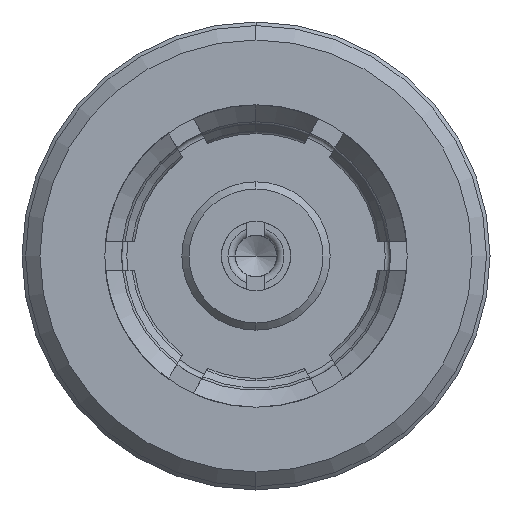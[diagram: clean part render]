
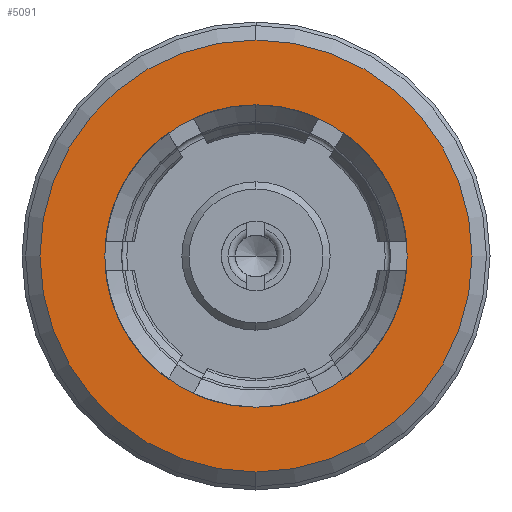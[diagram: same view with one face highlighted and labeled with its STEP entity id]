
A CAD part, left-side view. The second image highlights one B-rep face of the part: STEP entity #5091.
In plain terms, the highlighted planar face has unit normal (-1, 0, 0).
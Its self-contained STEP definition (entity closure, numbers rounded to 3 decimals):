
#169 = FACE_OUTER_BOUND ( 'NONE', #182, .T. ) ;
#182 = EDGE_LOOP ( 'NONE', ( #2067, #3705 ) ) ;
#202 = DIRECTION ( 'NONE',  ( 0., 0., -1. ) ) ;
#250 = EDGE_CURVE ( 'NONE', #5942, #1455, #2544, .T. ) ;
#378 = DIRECTION ( 'NONE',  ( -1., 0., 0. ) ) ;
#418 = ORIENTED_EDGE ( 'NONE', *, *, #250, .F. ) ;
#509 = CARTESIAN_POINT ( 'NONE',  ( -2.2, 0., -2.1 ) ) ;
#680 = CARTESIAN_POINT ( 'NONE',  ( -2.2, 0., 2.1 ) ) ;
#707 = EDGE_LOOP ( 'NONE', ( #4820, #418 ) ) ;
#1096 = VERTEX_POINT ( 'NONE', #3902 ) ;
#1455 = VERTEX_POINT ( 'NONE', #680 ) ;
#1478 = CIRCLE ( 'NONE', #6040, 2.1 ) ;
#1640 = DIRECTION ( 'NONE',  ( -1., 0., 0. ) ) ;
#2067 = ORIENTED_EDGE ( 'NONE', *, *, #6991, .T. ) ;
#2200 = CIRCLE ( 'NONE', #5804, 3. ) ;
#2344 = CARTESIAN_POINT ( 'NONE',  ( -2.2, 0., 3. ) ) ;
#2348 = EDGE_CURVE ( 'NONE', #1455, #5942, #1478, .T. ) ;
#2544 = CIRCLE ( 'NONE', #3699, 2.1 ) ;
#3418 = CIRCLE ( 'NONE', #5706, 3. ) ;
#3419 = CARTESIAN_POINT ( 'NONE',  ( -2.2, 2.65, 0. ) ) ;
#3699 = AXIS2_PLACEMENT_3D ( 'NONE', #4058, #7736, #4675 ) ;
#3705 = ORIENTED_EDGE ( 'NONE', *, *, #6215, .T. ) ;
#3867 = DIRECTION ( 'NONE',  ( -1., 0., 0. ) ) ;
#3902 = CARTESIAN_POINT ( 'NONE',  ( -2.2, 0., -3. ) ) ;
#4037 = CARTESIAN_POINT ( 'NONE',  ( -2.2, 0., 0. ) ) ;
#4038 = DIRECTION ( 'NONE',  ( 0., 0., -1. ) ) ;
#4058 = CARTESIAN_POINT ( 'NONE',  ( -2.2, 0., 0. ) ) ;
#4657 = DIRECTION ( 'NONE',  ( 0., 0., -1. ) ) ;
#4675 = DIRECTION ( 'NONE',  ( 0., 0., 1. ) ) ;
#4820 = ORIENTED_EDGE ( 'NONE', *, *, #2348, .F. ) ;
#4852 = FACE_BOUND ( 'NONE', #707, .T. ) ;
#5091 = ADVANCED_FACE ( 'NONE', ( #169, #4852 ), #7056, .F. ) ;
#5317 = CARTESIAN_POINT ( 'NONE',  ( -2.2, 0., 0. ) ) ;
#5433 = AXIS2_PLACEMENT_3D ( 'NONE', #3419, #7716, #4038 ) ;
#5706 = AXIS2_PLACEMENT_3D ( 'NONE', #4037, #378, #4657 ) ;
#5804 = AXIS2_PLACEMENT_3D ( 'NONE', #7545, #3867, #202 ) ;
#5932 = DIRECTION ( 'NONE',  ( 0., 0., 1. ) ) ;
#5942 = VERTEX_POINT ( 'NONE', #509 ) ;
#6040 = AXIS2_PLACEMENT_3D ( 'NONE', #5317, #1640, #5932 ) ;
#6215 = EDGE_CURVE ( 'NONE', #7116, #1096, #2200, .T. ) ;
#6991 = EDGE_CURVE ( 'NONE', #1096, #7116, #3418, .T. ) ;
#7056 = PLANE ( 'NONE',  #5433 ) ;
#7116 = VERTEX_POINT ( 'NONE', #2344 ) ;
#7545 = CARTESIAN_POINT ( 'NONE',  ( -2.2, 0., 0. ) ) ;
#7716 = DIRECTION ( 'NONE',  ( 1., 0., 0. ) ) ;
#7736 = DIRECTION ( 'NONE',  ( -1., 0., 0. ) ) ;
